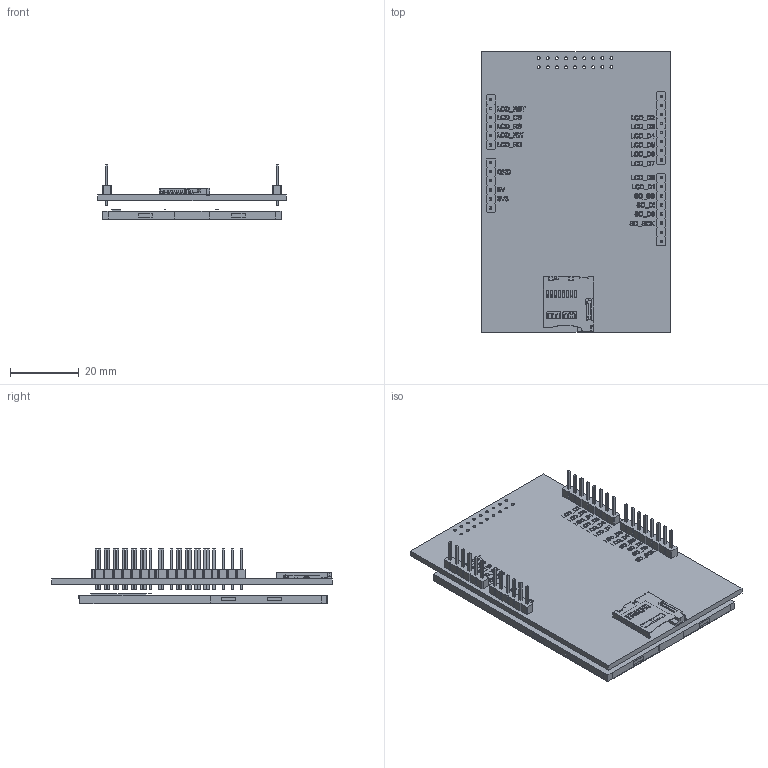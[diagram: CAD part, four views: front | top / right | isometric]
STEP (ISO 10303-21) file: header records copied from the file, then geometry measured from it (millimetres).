
FILE_DESCRIPTION(('FreeCAD Model'),'2;1');
FILE_NAME('Open CASCADE Shape Model','2025-05-02T23:05:43',('FreeCAD'),( 'FreeCAD'),'Open CASCADE STEP processor 7.6','FreeCAD','Unknown');
FILE_SCHEMA(('AUTOMOTIVE_DESIGN { 1 0 10303 214 1 1 1 1 }'));
Products named in the file (1): Open CASCADE STEP translator 7.6 1
Bounding box: 54.93 x 81.57 x 16.05 mm (x, y, z)
Volume: 15127.8 mm3; surface area: 20985.3 mm2
Topology: 10 solids, 30 shells, 3240 faces, 8662 edges, 5707 vertices
Faces by surface type: bspline 3240
Entity records: 97204 total; most frequent: CARTESIAN_POINT 43824, ORIENTED_EDGE 17324, EDGE_CURVE 8662, B_SPLINE_CURVE_WITH_KNOTS 8119, VERTEX_POINT 5707, FACE_BOUND 3629, EDGE_LOOP 3629, ADVANCED_FACE 3240
